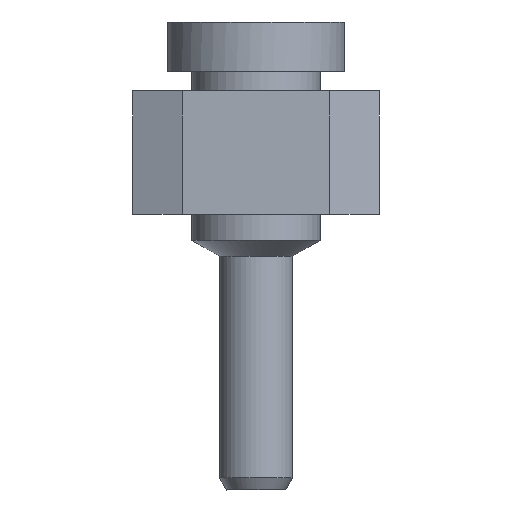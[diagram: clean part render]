
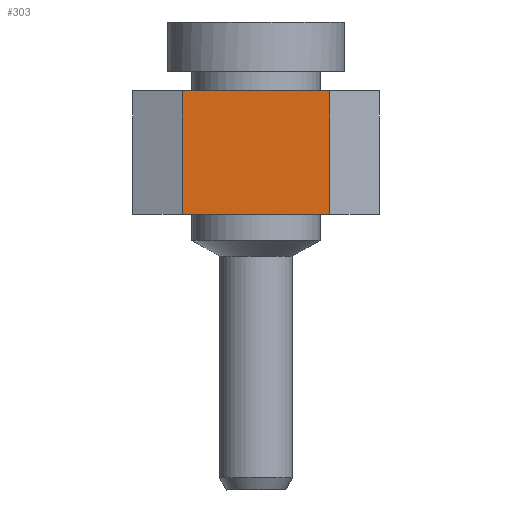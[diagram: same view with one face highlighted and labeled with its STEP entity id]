
A CAD part, front view. The second image highlights one B-rep face of the part: STEP entity #303.
In plain terms, the highlighted planar face has unit normal (0, -1, 0).
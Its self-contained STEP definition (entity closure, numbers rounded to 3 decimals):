
#303=ADVANCED_FACE('',(#529),#3235,.T.);
#529=FACE_OUTER_BOUND('',#779,.T.);
#779=EDGE_LOOP('',(#1524,#1525,#1526,#1527));
#1524=ORIENTED_EDGE('',*,*,#2209,.F.);
#1525=ORIENTED_EDGE('',*,*,#2210,.F.);
#1526=ORIENTED_EDGE('',*,*,#2211,.F.);
#1527=ORIENTED_EDGE('',*,*,#2208,.F.);
#2208=EDGE_CURVE('',#3090,#3091,#2766,.T.);
#2209=EDGE_CURVE('',#3092,#3090,#2767,.T.);
#2210=EDGE_CURVE('',#3093,#3092,#2768,.T.);
#2211=EDGE_CURVE('',#3091,#3093,#2769,.T.);
#2766=B_SPLINE_CURVE_WITH_KNOTS('',1,(#6818,#6819),.UNSPECIFIED.,.F.,.F.,
(2,2),(-0.05,0.),.UNSPECIFIED.);
#2767=B_SPLINE_CURVE_WITH_KNOTS('',1,(#6820,#6821),.UNSPECIFIED.,.F.,.F.,
(2,2),(-0.06,0.),.UNSPECIFIED.);
#2768=B_SPLINE_CURVE_WITH_KNOTS('',1,(#6822,#6823),.UNSPECIFIED.,.F.,.F.,
(2,2),(0.,0.05),.UNSPECIFIED.);
#2769=B_SPLINE_CURVE_WITH_KNOTS('',1,(#6824,#6825),.UNSPECIFIED.,.F.,.F.,
(2,2),(0.,0.06),.UNSPECIFIED.);
#3090=VERTEX_POINT('',#6682);
#3091=VERTEX_POINT('',#6683);
#3092=VERTEX_POINT('',#6684);
#3093=VERTEX_POINT('',#6685);
#3235=PLANE('',#3481);
#3481=AXIS2_PLACEMENT_3D('',#6513,#3554,$);
#3554=DIRECTION('',(0.,-1.,0.));
#6513=CARTESIAN_POINT('',(16.185,-13.97,-14.897));
#6682=CARTESIAN_POINT('',(-0.762,-13.97,0.5));
#6683=CARTESIAN_POINT('',(-0.762,-13.97,1.77));
#6684=CARTESIAN_POINT('',(0.762,-13.97,0.5));
#6685=CARTESIAN_POINT('',(0.762,-13.97,1.77));
#6818=CARTESIAN_POINT('',(-0.762,-13.97,0.5));
#6819=CARTESIAN_POINT('',(-0.762,-13.97,1.77));
#6820=CARTESIAN_POINT('',(0.762,-13.97,0.5));
#6821=CARTESIAN_POINT('',(-0.762,-13.97,0.5));
#6822=CARTESIAN_POINT('',(0.762,-13.97,1.77));
#6823=CARTESIAN_POINT('',(0.762,-13.97,0.5));
#6824=CARTESIAN_POINT('',(-0.762,-13.97,1.77));
#6825=CARTESIAN_POINT('',(0.762,-13.97,1.77));
